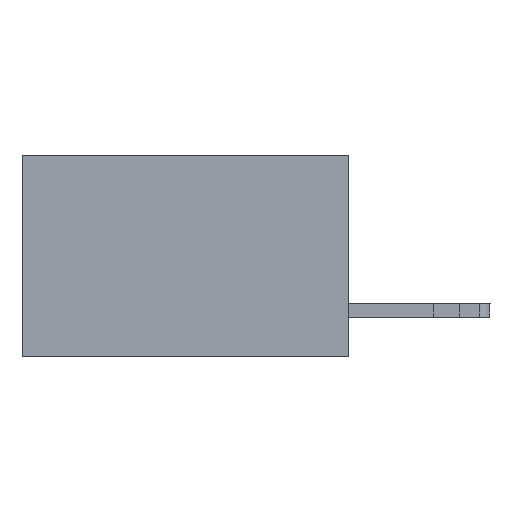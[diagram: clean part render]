
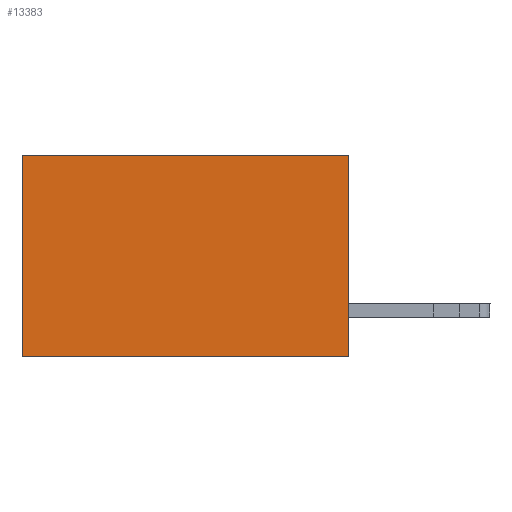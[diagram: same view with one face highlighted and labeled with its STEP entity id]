
A CAD part, left-side view. The second image highlights one B-rep face of the part: STEP entity #13383.
In plain terms, the highlighted planar face has unit normal (-1, 0, 0).
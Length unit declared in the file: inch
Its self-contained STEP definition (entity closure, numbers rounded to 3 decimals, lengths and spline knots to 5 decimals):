
#31 = FACE_OUTER_BOUND ( 'NONE', #5692, .T. ) ;
#171 = DIRECTION ( 'NONE',  ( 0., 0., -1. ) ) ;
#366 = DIRECTION ( 'NONE',  ( 0., 1., 0. ) ) ;
#843 = CARTESIAN_POINT ( 'NONE',  ( 0.298, 0., -0.37 ) ) ;
#1086 = CARTESIAN_POINT ( 'NONE',  ( 0.298, 0.6, 0. ) ) ;
#1434 = VERTEX_POINT ( 'NONE', #7494 ) ;
#1710 = AXIS2_PLACEMENT_3D ( 'NONE', #3935, #3006, #8269 ) ;
#1969 = EDGE_CURVE ( 'NONE', #9245, #1434, #13262, .T. ) ;
#2113 = VECTOR ( 'NONE', #8586, 39.37008 ) ;
#2869 = CARTESIAN_POINT ( 'NONE',  ( 0.298, 0.6, 0. ) ) ;
#2878 = PLANE ( 'NONE',  #1710 ) ;
#2958 = LINE ( 'NONE', #7760, #12330 ) ;
#3006 = DIRECTION ( 'NONE',  ( 1., 0., 0. ) ) ;
#3538 = EDGE_CURVE ( 'NONE', #13491, #10725, #2958, .T. ) ;
#3819 = ORIENTED_EDGE ( 'NONE', *, *, #1969, .F. ) ;
#3935 = CARTESIAN_POINT ( 'NONE',  ( 0.298, 0., 0. ) ) ;
#4350 = VECTOR ( 'NONE', #171, 39.37008 ) ;
#4667 = LINE ( 'NONE', #11405, #4350 ) ;
#5482 = EDGE_CURVE ( 'NONE', #10725, #1434, #6344, .T. ) ;
#5511 = VECTOR ( 'NONE', #366, 39.37008 ) ;
#5692 = EDGE_LOOP ( 'NONE', ( #11224, #3819, #7384, #10049 ) ) ;
#6344 = LINE ( 'NONE', #2869, #2113 ) ;
#6654 = EDGE_CURVE ( 'NONE', #13491, #9245, #4667, .T. ) ;
#7384 = ORIENTED_EDGE ( 'NONE', *, *, #6654, .F. ) ;
#7494 = CARTESIAN_POINT ( 'NONE',  ( 0.298, 0.6, -0.37 ) ) ;
#7760 = CARTESIAN_POINT ( 'NONE',  ( 0.298, 0., 0. ) ) ;
#8188 = CARTESIAN_POINT ( 'NONE',  ( 0.298, 0., 0. ) ) ;
#8269 = DIRECTION ( 'NONE',  ( 0., 0., -1. ) ) ;
#8586 = DIRECTION ( 'NONE',  ( 0., 0., -1. ) ) ;
#9245 = VERTEX_POINT ( 'NONE', #11315 ) ;
#10049 = ORIENTED_EDGE ( 'NONE', *, *, #3538, .T. ) ;
#10725 = VERTEX_POINT ( 'NONE', #1086 ) ;
#11186 = DIRECTION ( 'NONE',  ( 0., 1., 0. ) ) ;
#11224 = ORIENTED_EDGE ( 'NONE', *, *, #5482, .T. ) ;
#11315 = CARTESIAN_POINT ( 'NONE',  ( 0.298, 0., -0.37 ) ) ;
#11405 = CARTESIAN_POINT ( 'NONE',  ( 0.298, 0., 0. ) ) ;
#12330 = VECTOR ( 'NONE', #11186, 39.37008 ) ;
#13262 = LINE ( 'NONE', #843, #5511 ) ;
#13383 = ADVANCED_FACE ( 'NONE', ( #31 ), #2878, .F. ) ;
#13491 = VERTEX_POINT ( 'NONE', #8188 ) ;
